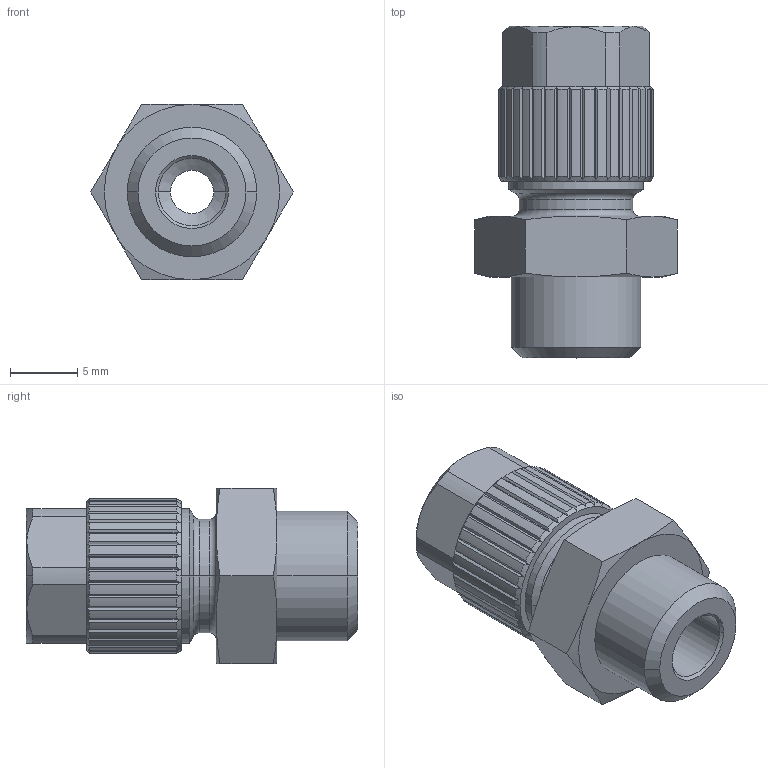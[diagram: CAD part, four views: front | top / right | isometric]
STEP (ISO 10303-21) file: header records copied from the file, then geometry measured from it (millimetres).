
FILE_DESCRIPTION(( 'MC.12S06.18.stp' ), '1');
FILE_NAME( 'MC.12S06.18.stp', '2018-08-24T14:34:42',( 'Sopra'),('sopra-pneumatic.com'), 'SwSTEP 2.0','SolidWorks 2009','' );
FILE_SCHEMA(('CONFIG_CONTROL_DESIGN'));
Length unit declared in the file: millimetre
Products named in the file (1): 300014B_151M-6-4-1-8
Bounding box: 15.01 x 24.6 x 13 mm (x, y, z)
Volume: 1830.7 mm3; surface area: 1742 mm2
Topology: 1 solids, 1 shells, 182 faces, 490 edges, 316 vertices
Faces by surface type: plane 92, cylinder 56, cone 26, torus 8
Entity records: 6120 total; most frequent: CARTESIAN_POINT 1720, ORIENTED_EDGE 980, DIRECTION 836, EDGE_CURVE 490, AXIS2_PLACEMENT_3D 338, VERTEX_POINT 316, EDGE_LOOP 190, FACE_OUTER_BOUND 182
